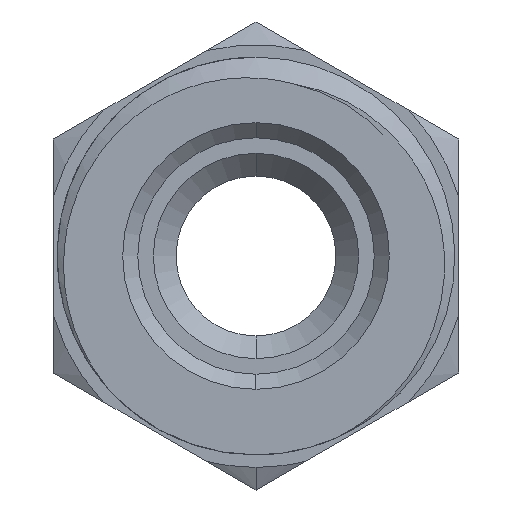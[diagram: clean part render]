
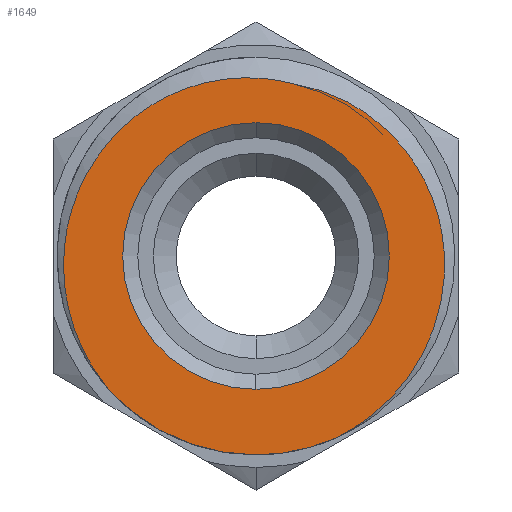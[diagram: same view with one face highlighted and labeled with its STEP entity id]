
A CAD part, left-side view. The second image highlights one B-rep face of the part: STEP entity #1649.
In plain terms, the highlighted planar face has unit normal (-1, 0, 0).
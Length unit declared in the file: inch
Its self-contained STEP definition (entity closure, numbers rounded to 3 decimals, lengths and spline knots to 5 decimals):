
#14 = DIRECTION ( 'NONE',  ( 0., 0., 1. ) ) ;
#128 = CARTESIAN_POINT ( 'NONE',  ( -0.68, 0.2122, 0.12759 ) ) ;
#143 = CARTESIAN_POINT ( 'NONE',  ( -0.68, 0.00202, 0.23547 ) ) ;
#151 = CARTESIAN_POINT ( 'NONE',  ( -0.68, -0.09967, 0.21463 ) ) ;
#176 = CARTESIAN_POINT ( 'NONE',  ( -0.68, -0.22897, -0.11103 ) ) ;
#262 = DIRECTION ( 'NONE',  ( -1., 0., 0. ) ) ;
#299 = AXIS2_PLACEMENT_3D ( 'NONE', #698, #3902, #1156 ) ;
#444 = CIRCLE ( 'NONE', #299, 0.176 ) ;
#535 = CARTESIAN_POINT ( 'NONE',  ( -0.68, 0.21225, -0.15471 ) ) ;
#569 = CARTESIAN_POINT ( 'NONE',  ( -0.68, 0.188, 0.15822 ) ) ;
#589 = CARTESIAN_POINT ( 'NONE',  ( -0.68, -0.0368, 0.23063 ) ) ;
#596 = CARTESIAN_POINT ( 'NONE',  ( -0.68, -0.16608, 0.17395 ) ) ;
#614 = CARTESIAN_POINT ( 'NONE',  ( -0.68, -0.21108, -0.14541 ) ) ;
#639 = AXIS2_PLACEMENT_3D ( 'NONE', #2423, #5586, #2881 ) ;
#698 = CARTESIAN_POINT ( 'NONE',  ( -0.68, 0., 0. ) ) ;
#774 = CIRCLE ( 'NONE', #3302, 0.176 ) ;
#909 = CARTESIAN_POINT ( 'NONE',  ( -0.68, 0., 0. ) ) ;
#965 = CIRCLE ( 'NONE', #3418, 0.2625 ) ;
#1013 = CARTESIAN_POINT ( 'NONE',  ( -0.68, 0.22544, -0.13243 ) ) ;
#1031 = CARTESIAN_POINT ( 'NONE',  ( -0.68, 0.15951, 0.18452 ) ) ;
#1038 = CARTESIAN_POINT ( 'NONE',  ( -0.68, -0.07525, 0.22295 ) ) ;
#1052 = CARTESIAN_POINT ( 'NONE',  ( -0.68, -0.21598, 0.11417 ) ) ;
#1074 = CARTESIAN_POINT ( 'NONE',  ( -0.68, -0.18799, -0.17684 ) ) ;
#1080 = CARTESIAN_POINT ( 'NONE',  ( -0.68, 0., 0. ) ) ;
#1100 = CIRCLE ( 'NONE', #639, 0.2625 ) ;
#1134 = FACE_OUTER_BOUND ( 'NONE', #5129, .T. ) ;
#1144 = FACE_BOUND ( 'NONE', #3665, .T. ) ;
#1156 = DIRECTION ( 'NONE',  ( 0., 0., 1. ) ) ;
#1168 = EDGE_CURVE ( 'NONE', #3503, #1903, #3722, .T. ) ;
#1469 = CARTESIAN_POINT ( 'NONE',  ( -0.68, 0.25102, -0.05869 ) ) ;
#1485 = CARTESIAN_POINT ( 'NONE',  ( -0.68, 0.12688, 0.20607 ) ) ;
#1486 = CARTESIAN_POINT ( 'NONE',  ( -0.68, -0.10635, -0.23999 ) ) ;
#1515 = CARTESIAN_POINT ( 'NONE',  ( -0.68, -0.24461, 0.04177 ) ) ;
#1529 = CARTESIAN_POINT ( 'NONE',  ( -0.68, -0.16062, -0.2042 ) ) ;
#1535 = DIRECTION ( 'NONE',  ( 0., 0., 1. ) ) ;
#1649 = ADVANCED_FACE ( 'NONE', ( #1144, #1134 ), #5471, .T. ) ;
#1815 = ORIENTED_EDGE ( 'NONE', *, *, #4241, .F. ) ;
#1877 = VERTEX_POINT ( 'NONE', #2857 ) ;
#1902 = EDGE_CURVE ( 'NONE', #2444, #1940, #1100, .T. ) ;
#1903 = VERTEX_POINT ( 'NONE', #1486 ) ;
#1925 = CARTESIAN_POINT ( 'NONE',  ( -0.68, 0.25353, 0.01918 ) ) ;
#1940 = VERTEX_POINT ( 'NONE', #3345 ) ;
#1946 = CARTESIAN_POINT ( 'NONE',  ( -0.68, 0.09153, 0.2219 ) ) ;
#1971 = CARTESIAN_POINT ( 'NONE',  ( -0.68, -0.24932, -0.01011 ) ) ;
#1991 = CARTESIAN_POINT ( 'NONE',  ( -0.68, -0.1292, -0.22748 ) ) ;
#2093 = EDGE_CURVE ( 'NONE', #1940, #1903, #965, .T. ) ;
#2402 = CARTESIAN_POINT ( 'NONE',  ( -0.68, 0.24087, 0.06977 ) ) ;
#2422 = CARTESIAN_POINT ( 'NONE',  ( -0.68, 0.05369, 0.23191 ) ) ;
#2423 = CARTESIAN_POINT ( 'NONE',  ( -0.68, 0., 0. ) ) ;
#2444 = VERTEX_POINT ( 'NONE', #5612 ) ;
#2452 = CARTESIAN_POINT ( 'NONE',  ( -0.68, -0.24659, -0.04871 ) ) ;
#2472 = CARTESIAN_POINT ( 'NONE',  ( -0.68, -0.10635, -0.23999 ) ) ;
#2490 = EDGE_CURVE ( 'NONE', #2645, #1877, #774, .T. ) ;
#2645 = VERTEX_POINT ( 'NONE', #5669 ) ;
#2746 = DIRECTION ( 'NONE',  ( -1., 0., 0. ) ) ;
#2856 = CARTESIAN_POINT ( 'NONE',  ( -0.68, 0.2255, 0.1053 ) ) ;
#2857 = CARTESIAN_POINT ( 'NONE',  ( -0.68, 0., -0.176 ) ) ;
#2880 = CARTESIAN_POINT ( 'NONE',  ( -0.68, 0.01512, 0.23561 ) ) ;
#2881 = DIRECTION ( 'NONE',  ( 0., 0., 1. ) ) ;
#2910 = CARTESIAN_POINT ( 'NONE',  ( -0.68, -0.23789, -0.0868 ) ) ;
#3001 = CARTESIAN_POINT ( 'NONE',  ( -0.68, 0., 0. ) ) ;
#3015 = B_SPLINE_CURVE_WITH_KNOTS ( 'NONE', 3,
 ( #3306, #535, #1013, #4209, #1469, #4668, #1925, #5112, #2402, #5571, #2856, #128, #3327, #569, #3781, #1031, #4229, #1485, #4684, #1946, #5130, #2422, #5585, #2880, #143, #3344, #589, #3796 ),
 .UNSPECIFIED., .F., .F.,
 ( 4, 2, 2, 2, 2, 2, 2, 2, 2, 2, 2, 2, 2, 4 ),
 ( 0., 0.00197, 0.00394, 0.00592, 0.0069, 0.00789, 0.00887, 0.00986, 0.01085, 0.01183, 0.01282, 0.0138, 0.01479, 0.01578 ),
 .UNSPECIFIED. ) ;
#3064 = ORIENTED_EDGE ( 'NONE', *, *, #1168, .F. ) ;
#3302 = AXIS2_PLACEMENT_3D ( 'NONE', #1080, #4278, #1535 ) ;
#3306 = CARTESIAN_POINT ( 'NONE',  ( -0.68, 0.19568, -0.17497 ) ) ;
#3309 = ORIENTED_EDGE ( 'NONE', *, *, #2093, .T. ) ;
#3327 = CARTESIAN_POINT ( 'NONE',  ( -0.68, 0.20458, 0.13833 ) ) ;
#3344 = CARTESIAN_POINT ( 'NONE',  ( -0.68, -0.02398, 0.23297 ) ) ;
#3345 = CARTESIAN_POINT ( 'NONE',  ( -0.68, 0., -0.2625 ) ) ;
#3352 = CARTESIAN_POINT ( 'NONE',  ( -0.68, -0.14573, 0.18981 ) ) ;
#3369 = CARTESIAN_POINT ( 'NONE',  ( -0.68, -0.22361, -0.12275 ) ) ;
#3418 = AXIS2_PLACEMENT_3D ( 'NONE', #3001, #262, #3473 ) ;
#3448 = EDGE_CURVE ( 'NONE', #1877, #2645, #444, .T. ) ;
#3473 = DIRECTION ( 'NONE',  ( 0., 0., 1. ) ) ;
#3503 = VERTEX_POINT ( 'NONE', #5751 ) ;
#3665 = EDGE_LOOP ( 'NONE', ( #4687, #4228 ) ) ;
#3722 = B_SPLINE_CURVE_WITH_KNOTS ( 'NONE', 3,
 ( #5138, #1038, #151, #3352, #596, #3804, #1052, #4259, #1515, #4711, #1971, #5162, #2452, #5607, #2910, #176, #3369, #614, #3824, #1074, #4272, #1529, #4727, #1991, #5178, #2472 ),
 .UNSPECIFIED., .F., .F.,
 ( 4, 2, 2, 2, 2, 2, 2, 2, 2, 2, 2, 2, 4 ),
 ( 0., 0.00197, 0.00393, 0.0059, 0.00786, 0.00885, 0.00983, 0.01081, 0.0118, 0.01278, 0.01376, 0.01474, 0.01573 ),
 .UNSPECIFIED. ) ;
#3781 = CARTESIAN_POINT ( 'NONE',  ( -0.68, 0.17899, 0.16746 ) ) ;
#3796 = CARTESIAN_POINT ( 'NONE',  ( -0.68, -0.04944, 0.22718 ) ) ;
#3804 = CARTESIAN_POINT ( 'NONE',  ( -0.68, -0.20166, 0.13562 ) ) ;
#3824 = CARTESIAN_POINT ( 'NONE',  ( -0.68, -0.20384, -0.15639 ) ) ;
#3902 = DIRECTION ( 'NONE',  ( 1., 0., 0. ) ) ;
#4209 = CARTESIAN_POINT ( 'NONE',  ( -0.68, 0.24504, -0.08391 ) ) ;
#4228 = ORIENTED_EDGE ( 'NONE', *, *, #3448, .T. ) ;
#4229 = CARTESIAN_POINT ( 'NONE',  ( -0.68, 0.14891, 0.19237 ) ) ;
#4241 = EDGE_CURVE ( 'NONE', #2444, #3503, #3015, .T. ) ;
#4259 = CARTESIAN_POINT ( 'NONE',  ( -0.68, -0.23773, 0.06668 ) ) ;
#4272 = CARTESIAN_POINT ( 'NONE',  ( -0.68, -0.17933, -0.18639 ) ) ;
#4278 = DIRECTION ( 'NONE',  ( 1., 0., 0. ) ) ;
#4668 = CARTESIAN_POINT ( 'NONE',  ( -0.68, 0.25529, -0.00656 ) ) ;
#4684 = CARTESIAN_POINT ( 'NONE',  ( -0.68, 0.1154, 0.21197 ) ) ;
#4687 = ORIENTED_EDGE ( 'NONE', *, *, #2490, .T. ) ;
#4711 = CARTESIAN_POINT ( 'NONE',  ( -0.68, -0.24893, 0.00295 ) ) ;
#4727 = CARTESIAN_POINT ( 'NONE',  ( -0.68, -0.1505, -0.21252 ) ) ;
#4733 = AXIS2_PLACEMENT_3D ( 'NONE', #909, #2746, #14 ) ;
#5112 = CARTESIAN_POINT ( 'NONE',  ( -0.68, 0.2448, 0.05726 ) ) ;
#5129 = EDGE_LOOP ( 'NONE', ( #3064, #1815, #5236, #3309 ) ) ;
#5130 = CARTESIAN_POINT ( 'NONE',  ( -0.68, 0.07901, 0.22595 ) ) ;
#5138 = CARTESIAN_POINT ( 'NONE',  ( -0.68, -0.04944, 0.22718 ) ) ;
#5162 = CARTESIAN_POINT ( 'NONE',  ( -0.68, -0.24815, -0.0359 ) ) ;
#5178 = CARTESIAN_POINT ( 'NONE',  ( -0.68, -0.11803, -0.23415 ) ) ;
#5236 = ORIENTED_EDGE ( 'NONE', *, *, #1902, .T. ) ;
#5471 = PLANE ( 'NONE',  #4733 ) ;
#5571 = CARTESIAN_POINT ( 'NONE',  ( -0.68, 0.23123, 0.09374 ) ) ;
#5585 = CARTESIAN_POINT ( 'NONE',  ( -0.68, 0.04091, 0.23383 ) ) ;
#5586 = DIRECTION ( 'NONE',  ( -1., 0., 0. ) ) ;
#5607 = CARTESIAN_POINT ( 'NONE',  ( -0.68, -0.24146, -0.07419 ) ) ;
#5612 = CARTESIAN_POINT ( 'NONE',  ( -0.68, 0.19568, -0.17497 ) ) ;
#5669 = CARTESIAN_POINT ( 'NONE',  ( -0.68, 0., 0.176 ) ) ;
#5751 = CARTESIAN_POINT ( 'NONE',  ( -0.68, -0.04944, 0.22718 ) ) ;
